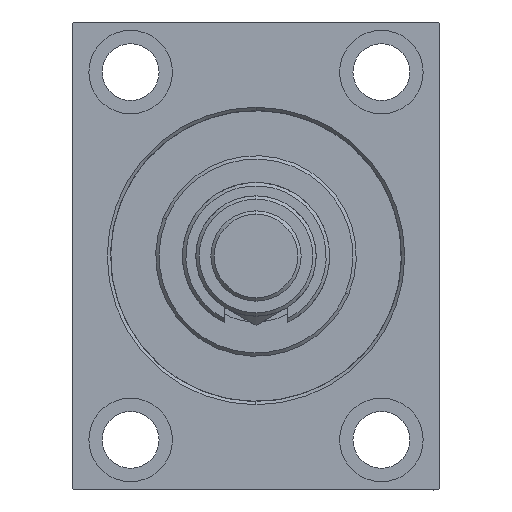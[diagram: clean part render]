
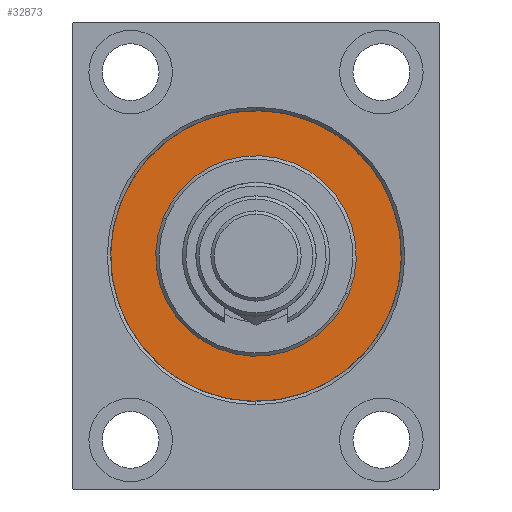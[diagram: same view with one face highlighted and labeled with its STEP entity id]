
A CAD part, left-side view. The second image highlights one B-rep face of the part: STEP entity #32873.
In plain terms, the highlighted face is planar.
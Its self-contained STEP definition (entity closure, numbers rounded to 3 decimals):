
#136 = CARTESIAN_POINT ( 'NONE',  ( 0., 0., 0. ) ) ;
#915 = FACE_BOUND ( 'NONE', #35261, .T. ) ;
#1646 = DIRECTION ( 'NONE',  ( -1., 0., 0. ) ) ;
#3252 = ORIENTED_EDGE ( 'NONE', *, *, #17627, .F. ) ;
#4397 = EDGE_LOOP ( 'NONE', ( #37887, #28285 ) ) ;
#4950 = AXIS2_PLACEMENT_3D ( 'NONE', #136, #32843, #29750 ) ;
#9458 = CARTESIAN_POINT ( 'NONE',  ( 0., 0., 0. ) ) ;
#10282 = CARTESIAN_POINT ( 'NONE',  ( 0., 0., 0. ) ) ;
#10911 = DIRECTION ( 'NONE',  ( 0., 0., 1. ) ) ;
#10984 = CIRCLE ( 'NONE', #15513, 30. ) ;
#11082 = AXIS2_PLACEMENT_3D ( 'NONE', #9458, #1646, #45512 ) ;
#12170 = VERTEX_POINT ( 'NONE', #20836 ) ;
#12750 = ORIENTED_EDGE ( 'NONE', *, *, #46381, .F. ) ;
#15303 = VERTEX_POINT ( 'NONE', #42812 ) ;
#15513 = AXIS2_PLACEMENT_3D ( 'NONE', #10282, #17870, #28790 ) ;
#15607 = DIRECTION ( 'NONE',  ( 0., 0., 1. ) ) ;
#17271 = CARTESIAN_POINT ( 'NONE',  ( 0., 0., 30. ) ) ;
#17627 = EDGE_CURVE ( 'NONE', #34721, #12170, #10984, .T. ) ;
#17870 = DIRECTION ( 'NONE',  ( 1., 0., 0. ) ) ;
#17902 = VERTEX_POINT ( 'NONE', #34430 ) ;
#20836 = CARTESIAN_POINT ( 'NONE',  ( 0., 0., -30. ) ) ;
#21820 = CARTESIAN_POINT ( 'NONE',  ( 0., 0., 0. ) ) ;
#22732 = CARTESIAN_POINT ( 'NONE',  ( 0., 0., 0. ) ) ;
#26091 = DIRECTION ( 'NONE',  ( -1., 0., 0. ) ) ;
#28285 = ORIENTED_EDGE ( 'NONE', *, *, #42513, .F. ) ;
#28790 = DIRECTION ( 'NONE',  ( 0., 0., -1. ) ) ;
#29750 = DIRECTION ( 'NONE',  ( 0., 0., -1. ) ) ;
#30723 = CIRCLE ( 'NONE', #4950, 30. ) ;
#31512 = CIRCLE ( 'NONE', #11082, 43.5 ) ;
#32843 = DIRECTION ( 'NONE',  ( 1., 0., 0. ) ) ;
#32873 = ADVANCED_FACE ( 'NONE', ( #915, #44070 ), #37664, .F. ) ;
#33630 = DIRECTION ( 'NONE',  ( -1., 0., 0. ) ) ;
#34430 = CARTESIAN_POINT ( 'NONE',  ( 0., 0., -43.5 ) ) ;
#34471 = CIRCLE ( 'NONE', #43542, 43.5 ) ;
#34721 = VERTEX_POINT ( 'NONE', #17271 ) ;
#35261 = EDGE_LOOP ( 'NONE', ( #3252, #12750 ) ) ;
#37664 = PLANE ( 'NONE',  #40829 ) ;
#37887 = ORIENTED_EDGE ( 'NONE', *, *, #44074, .F. ) ;
#40829 = AXIS2_PLACEMENT_3D ( 'NONE', #22732, #33630, #15607 ) ;
#42513 = EDGE_CURVE ( 'NONE', #15303, #17902, #34471, .T. ) ;
#42812 = CARTESIAN_POINT ( 'NONE',  ( 0., 0., 43.5 ) ) ;
#43542 = AXIS2_PLACEMENT_3D ( 'NONE', #21820, #26091, #10911 ) ;
#44070 = FACE_OUTER_BOUND ( 'NONE', #4397, .T. ) ;
#44074 = EDGE_CURVE ( 'NONE', #17902, #15303, #31512, .T. ) ;
#45512 = DIRECTION ( 'NONE',  ( 0., 0., 1. ) ) ;
#46381 = EDGE_CURVE ( 'NONE', #12170, #34721, #30723, .T. ) ;
